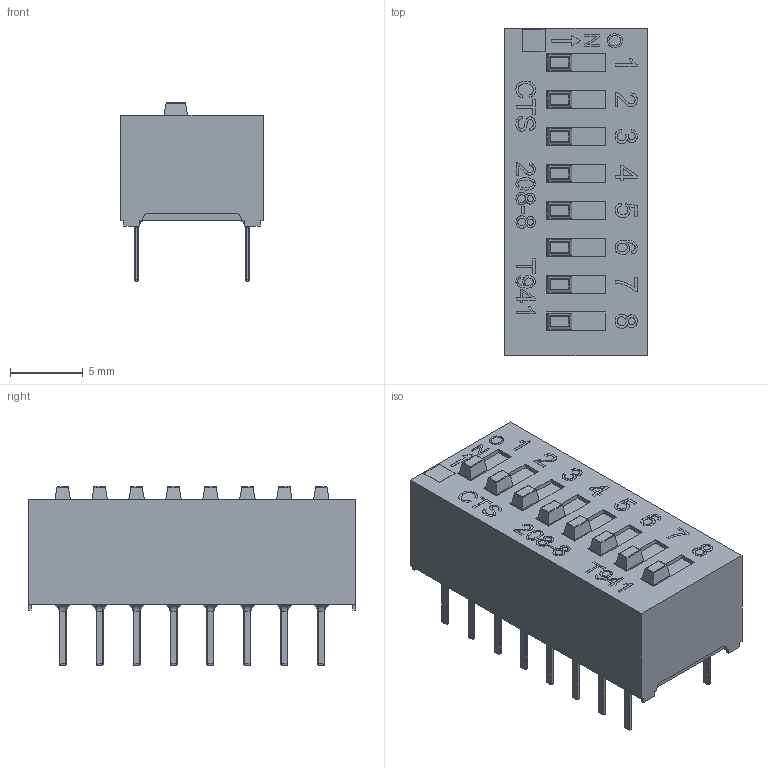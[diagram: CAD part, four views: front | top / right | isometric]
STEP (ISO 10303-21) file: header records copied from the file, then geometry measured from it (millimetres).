
FILE_DESCRIPTION(/* description */ (''),/* implementation_level */ '2;1');
FILE_NAME(/* name */ '208-8.step',/* time_stamp */ '2020-11-14T22:55:27-05:00',/* author */ (''),/* organization */ (''),/* preprocessor_version */ 'ST-DEVELOPER v18.1',/* originating_system */ 'Autodesk Translation Framework v9.3.0.1241',/* authorisation */ '');
FILE_SCHEMA (('AUTOMOTIVE_DESIGN { 1 0 10303 214 3 1 1 }'));
Length unit declared in the file: millimetre
Products named in the file (1): 208-8
Bounding box: 9.78 x 22.5 x 12.3 mm (x, y, z)
Volume: 1588.1 mm3; surface area: 1181.3 mm2
Topology: 1 solids, 1 shells, 1111 faces, 2772 edges, 1676 vertices
Faces by surface type: plane 415, bspline 404, cylinder 228, torus 64
Entity records: 36860 total; most frequent: CARTESIAN_POINT 12492, ORIENTED_EDGE 5416, DIRECTION 3932, EDGE_CURVE 2708, VERTEX_POINT 1676, LINE 1540, VECTOR 1540, AXIS2_PLACEMENT_3D 1196
